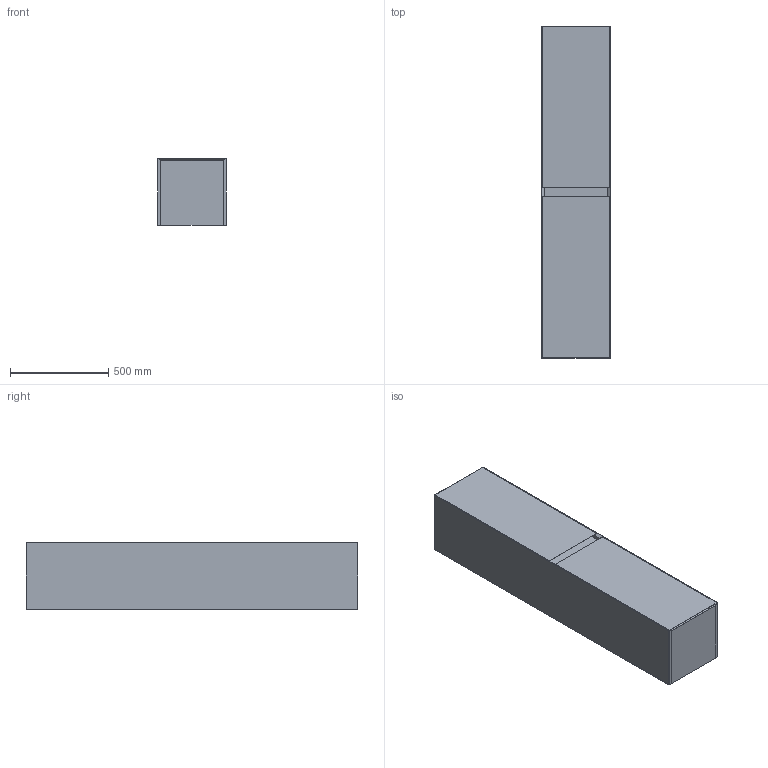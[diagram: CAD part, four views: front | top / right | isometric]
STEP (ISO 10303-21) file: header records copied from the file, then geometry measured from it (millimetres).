
FILE_DESCRIPTION (( 'STEP AP214' ), '1' );
FILE_NAME ('UN035S.STEP', '2021-03-04T12:09:45', ( '' ), ( '' ), 'SwSTEP 2.0', 'SolidWorks 2019', '' );
FILE_SCHEMA (( 'AUTOMOTIVE_DESIGN' ));
Length unit declared in the file: millimetre
Products named in the file (3): UN035S; UNI Tallboy; Tallboy Doors
Assembly tree (3 placements, depth 2):
  UN035S
    UNI Tallboy
    Tallboy Doors  x2
Bounding box: 350 x 1690 x 339 mm (x, y, z)
Volume: 44413870.1 mm3; surface area: 6106436.3 mm2
Topology: 11 solids, 11 shells, 172 faces, 376 edges, 224 vertices
Faces by surface type: plane 86, cylinder 74, sphere 12
Entity records: 4130 total; most frequent: CARTESIAN_POINT 868, ORIENTED_EDGE 648, DIRECTION 596, EDGE_CURVE 324, LINE 236, VECTOR 236, VERTEX_POINT 196, AXIS2_PLACEMENT_3D 180
